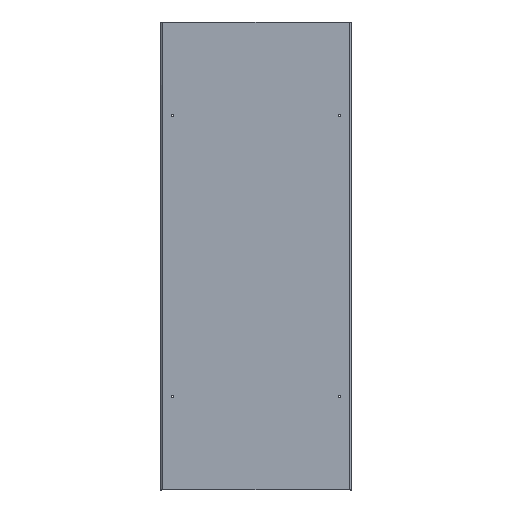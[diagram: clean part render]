
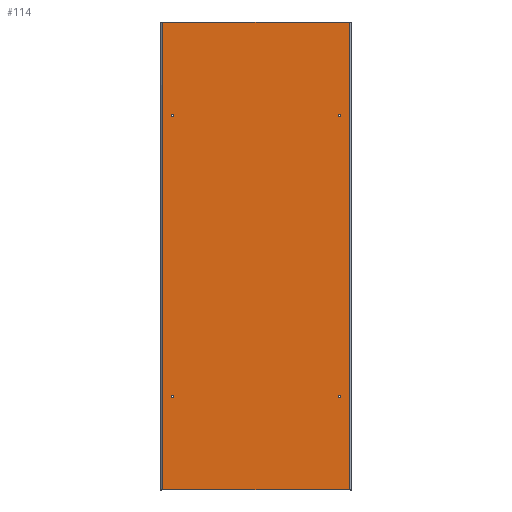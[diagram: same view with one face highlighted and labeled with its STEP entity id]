
A CAD part, top view. The second image highlights one B-rep face of the part: STEP entity #114.
In plain terms, the highlighted planar face has unit normal (0, 0, 1).
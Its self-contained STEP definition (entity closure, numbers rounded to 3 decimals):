
#34=FACE_BOUND('',#311,.T.);
#35=FACE_BOUND('',#312,.T.);
#36=FACE_BOUND('',#313,.T.);
#37=FACE_BOUND('',#314,.T.);
#114=ADVANCED_FACE('',(#208,#34,#35,#36,#37),#1600,.T.);
#208=FACE_OUTER_BOUND('',#310,.T.);
#310=EDGE_LOOP('',(#724,#725,#726,#727));
#311=EDGE_LOOP('',(#728,#729));
#312=EDGE_LOOP('',(#730,#731));
#313=EDGE_LOOP('',(#732,#733));
#314=EDGE_LOOP('',(#734,#735));
#724=ORIENTED_EDGE('',*,*,#1036,.T.);
#725=ORIENTED_EDGE('',*,*,#1037,.T.);
#726=ORIENTED_EDGE('',*,*,#1038,.T.);
#727=ORIENTED_EDGE('',*,*,#1039,.T.);
#728=ORIENTED_EDGE('',*,*,#1041,.T.);
#729=ORIENTED_EDGE('',*,*,#1040,.T.);
#730=ORIENTED_EDGE('',*,*,#1091,.T.);
#731=ORIENTED_EDGE('',*,*,#1042,.T.);
#732=ORIENTED_EDGE('',*,*,#1043,.T.);
#733=ORIENTED_EDGE('',*,*,#1060,.T.);
#734=ORIENTED_EDGE('',*,*,#1045,.T.);
#735=ORIENTED_EDGE('',*,*,#1044,.T.);
#1036=EDGE_CURVE('',#1476,#1477,#1208,.T.);
#1037=EDGE_CURVE('',#1477,#1478,#1209,.T.);
#1038=EDGE_CURVE('',#1478,#1479,#1210,.T.);
#1039=EDGE_CURVE('',#1479,#1476,#1211,.T.);
#1040=EDGE_CURVE('',#1480,#1481,#1314,.T.);
#1041=EDGE_CURVE('',#1481,#1480,#1315,.T.);
#1042=EDGE_CURVE('',#1482,#1483,#1316,.T.);
#1043=EDGE_CURVE('',#1485,#1484,#1317,.T.);
#1044=EDGE_CURVE('',#1486,#1487,#1318,.T.);
#1045=EDGE_CURVE('',#1487,#1486,#1319,.T.);
#1060=EDGE_CURVE('',#1484,#1485,#1330,.T.);
#1091=EDGE_CURVE('',#1483,#1482,#1343,.T.);
#1208=B_SPLINE_CURVE_WITH_KNOTS('',1,(#3297,#3298),.UNSPECIFIED.,.F.,.F.,
(2,2),(0.,1000.),.UNSPECIFIED.);
#1209=B_SPLINE_CURVE_WITH_KNOTS('',1,(#3299,#3300),.UNSPECIFIED.,.F.,.F.,
(2,2),(0.,198.),.UNSPECIFIED.);
#1210=B_SPLINE_CURVE_WITH_KNOTS('',1,(#3301,#3302),.UNSPECIFIED.,.F.,.F.,
(2,2),(0.,1000.),.UNSPECIFIED.);
#1211=B_SPLINE_CURVE_WITH_KNOTS('',1,(#3303,#3304),.UNSPECIFIED.,.F.,.F.,
(2,2),(0.,198.),.UNSPECIFIED.);
#1314=(
BOUNDED_CURVE()
B_SPLINE_CURVE(2,(#3305,#3306,#3307,#3308,#3309),.UNSPECIFIED.,.F.,.F.)
B_SPLINE_CURVE_WITH_KNOTS((3,2,3),(-4.712,-3.142,
-1.571),.UNSPECIFIED.)
CURVE()
GEOMETRIC_REPRESENTATION_ITEM()
RATIONAL_B_SPLINE_CURVE((1.,0.707,1.,0.707,1.))
REPRESENTATION_ITEM('')
);
#1315=(
BOUNDED_CURVE()
B_SPLINE_CURVE(2,(#3310,#3311,#3312,#3313,#3314),.UNSPECIFIED.,.F.,.F.)
B_SPLINE_CURVE_WITH_KNOTS((3,2,3),(-7.854,-6.283,
-4.712),.UNSPECIFIED.)
CURVE()
GEOMETRIC_REPRESENTATION_ITEM()
RATIONAL_B_SPLINE_CURVE((1.,0.707,1.,0.707,1.))
REPRESENTATION_ITEM('')
);
#1316=(
BOUNDED_CURVE()
B_SPLINE_CURVE(2,(#3315,#3316,#3317,#3318,#3319),.UNSPECIFIED.,.F.,.F.)
B_SPLINE_CURVE_WITH_KNOTS((3,2,3),(4.712,6.283,7.854),
 .UNSPECIFIED.)
CURVE()
GEOMETRIC_REPRESENTATION_ITEM()
RATIONAL_B_SPLINE_CURVE((1.,0.707,1.,0.707,1.))
REPRESENTATION_ITEM('')
);
#1317=(
BOUNDED_CURVE()
B_SPLINE_CURVE(2,(#3320,#3321,#3322,#3323,#3324),.UNSPECIFIED.,.F.,.F.)
B_SPLINE_CURVE_WITH_KNOTS((3,2,3),(1.571,3.142,4.712),
 .UNSPECIFIED.)
CURVE()
GEOMETRIC_REPRESENTATION_ITEM()
RATIONAL_B_SPLINE_CURVE((1.,0.707,1.,0.707,1.))
REPRESENTATION_ITEM('')
);
#1318=(
BOUNDED_CURVE()
B_SPLINE_CURVE(2,(#3325,#3326,#3327,#3328,#3329),.UNSPECIFIED.,.F.,.F.)
B_SPLINE_CURVE_WITH_KNOTS((3,2,3),(-7.854,-6.283,
-4.712),.UNSPECIFIED.)
CURVE()
GEOMETRIC_REPRESENTATION_ITEM()
RATIONAL_B_SPLINE_CURVE((1.,0.707,1.,0.707,1.))
REPRESENTATION_ITEM('')
);
#1319=(
BOUNDED_CURVE()
B_SPLINE_CURVE(2,(#3330,#3331,#3332,#3333,#3334),.UNSPECIFIED.,.F.,.F.)
B_SPLINE_CURVE_WITH_KNOTS((3,2,3),(-4.712,-3.142,
-1.571),.UNSPECIFIED.)
CURVE()
GEOMETRIC_REPRESENTATION_ITEM()
RATIONAL_B_SPLINE_CURVE((1.,0.707,1.,0.707,1.))
REPRESENTATION_ITEM('')
);
#1330=(
BOUNDED_CURVE()
B_SPLINE_CURVE(2,(#3381,#3382,#3383,#3384,#3385),.UNSPECIFIED.,.F.,.F.)
B_SPLINE_CURVE_WITH_KNOTS((3,2,3),(4.712,6.283,7.854),
 .UNSPECIFIED.)
CURVE()
GEOMETRIC_REPRESENTATION_ITEM()
RATIONAL_B_SPLINE_CURVE((1.,0.707,1.,0.707,1.))
REPRESENTATION_ITEM('')
);
#1343=(
BOUNDED_CURVE()
B_SPLINE_CURVE(2,(#3454,#3455,#3456,#3457,#3458),.UNSPECIFIED.,.F.,.F.)
B_SPLINE_CURVE_WITH_KNOTS((3,2,3),(1.571,3.142,4.712),
 .UNSPECIFIED.)
CURVE()
GEOMETRIC_REPRESENTATION_ITEM()
RATIONAL_B_SPLINE_CURVE((1.,0.707,1.,0.707,1.))
REPRESENTATION_ITEM('')
);
#1476=VERTEX_POINT('',#3257);
#1477=VERTEX_POINT('',#3258);
#1478=VERTEX_POINT('',#3259);
#1479=VERTEX_POINT('',#3260);
#1480=VERTEX_POINT('',#3261);
#1481=VERTEX_POINT('',#3262);
#1482=VERTEX_POINT('',#3263);
#1483=VERTEX_POINT('',#3264);
#1484=VERTEX_POINT('',#3265);
#1485=VERTEX_POINT('',#3266);
#1486=VERTEX_POINT('',#3267);
#1487=VERTEX_POINT('',#3268);
#1600=PLANE('',#1835);
#1835=AXIS2_PLACEMENT_3D('',#3031,#1899,$);
#1899=DIRECTION('',(0.,0.,1.));
#3031=CARTESIAN_POINT('',(-199.,0.,2.5));
#3257=CARTESIAN_POINT('',(-199.,1000.,2.5));
#3258=CARTESIAN_POINT('',(-199.,0.,2.5));
#3259=CARTESIAN_POINT('',(199.,0.,2.5));
#3260=CARTESIAN_POINT('',(199.,1000.,2.5));
#3261=CARTESIAN_POINT('',(-176.158,200.,2.5));
#3262=CARTESIAN_POINT('',(-181.158,200.,2.5));
#3263=CARTESIAN_POINT('',(181.158,800.,2.5));
#3264=CARTESIAN_POINT('',(176.158,800.,2.5));
#3265=CARTESIAN_POINT('',(-176.158,800.,2.5));
#3266=CARTESIAN_POINT('',(-181.158,800.,2.5));
#3267=CARTESIAN_POINT('',(176.158,200.,2.5));
#3268=CARTESIAN_POINT('',(181.158,200.,2.5));
#3297=CARTESIAN_POINT('',(-199.,1000.,2.5));
#3298=CARTESIAN_POINT('',(-199.,0.,2.5));
#3299=CARTESIAN_POINT('',(-199.,0.,2.5));
#3300=CARTESIAN_POINT('',(199.,0.,2.5));
#3301=CARTESIAN_POINT('',(199.,0.,2.5));
#3302=CARTESIAN_POINT('',(199.,1000.,2.5));
#3303=CARTESIAN_POINT('',(199.,1000.,2.5));
#3304=CARTESIAN_POINT('',(-199.,1000.,2.5));
#3305=CARTESIAN_POINT('',(-176.158,200.,2.5));
#3306=CARTESIAN_POINT('',(-176.158,197.5,2.5));
#3307=CARTESIAN_POINT('',(-178.658,197.5,2.5));
#3308=CARTESIAN_POINT('',(-181.158,197.5,2.5));
#3309=CARTESIAN_POINT('',(-181.158,200.,2.5));
#3310=CARTESIAN_POINT('',(-181.158,200.,2.5));
#3311=CARTESIAN_POINT('',(-181.158,202.5,2.5));
#3312=CARTESIAN_POINT('',(-178.658,202.5,2.5));
#3313=CARTESIAN_POINT('',(-176.158,202.5,2.5));
#3314=CARTESIAN_POINT('',(-176.158,200.,2.5));
#3315=CARTESIAN_POINT('',(181.158,800.,2.5));
#3316=CARTESIAN_POINT('',(181.158,797.5,2.5));
#3317=CARTESIAN_POINT('',(178.658,797.5,2.5));
#3318=CARTESIAN_POINT('',(176.158,797.5,2.5));
#3319=CARTESIAN_POINT('',(176.158,800.,2.5));
#3320=CARTESIAN_POINT('',(-181.158,800.,2.5));
#3321=CARTESIAN_POINT('',(-181.158,802.5,2.5));
#3322=CARTESIAN_POINT('',(-178.658,802.5,2.5));
#3323=CARTESIAN_POINT('',(-176.158,802.5,2.5));
#3324=CARTESIAN_POINT('',(-176.158,800.,2.5));
#3325=CARTESIAN_POINT('',(176.158,200.,2.5));
#3326=CARTESIAN_POINT('',(176.158,202.5,2.5));
#3327=CARTESIAN_POINT('',(178.658,202.5,2.5));
#3328=CARTESIAN_POINT('',(181.158,202.5,2.5));
#3329=CARTESIAN_POINT('',(181.158,200.,2.5));
#3330=CARTESIAN_POINT('',(181.158,200.,2.5));
#3331=CARTESIAN_POINT('',(181.158,197.5,2.5));
#3332=CARTESIAN_POINT('',(178.658,197.5,2.5));
#3333=CARTESIAN_POINT('',(176.158,197.5,2.5));
#3334=CARTESIAN_POINT('',(176.158,200.,2.5));
#3381=CARTESIAN_POINT('',(-176.158,800.,2.5));
#3382=CARTESIAN_POINT('',(-176.158,797.5,2.5));
#3383=CARTESIAN_POINT('',(-178.658,797.5,2.5));
#3384=CARTESIAN_POINT('',(-181.158,797.5,2.5));
#3385=CARTESIAN_POINT('',(-181.158,800.,2.5));
#3454=CARTESIAN_POINT('',(176.158,800.,2.5));
#3455=CARTESIAN_POINT('',(176.158,802.5,2.5));
#3456=CARTESIAN_POINT('',(178.658,802.5,2.5));
#3457=CARTESIAN_POINT('',(181.158,802.5,2.5));
#3458=CARTESIAN_POINT('',(181.158,800.,2.5));
